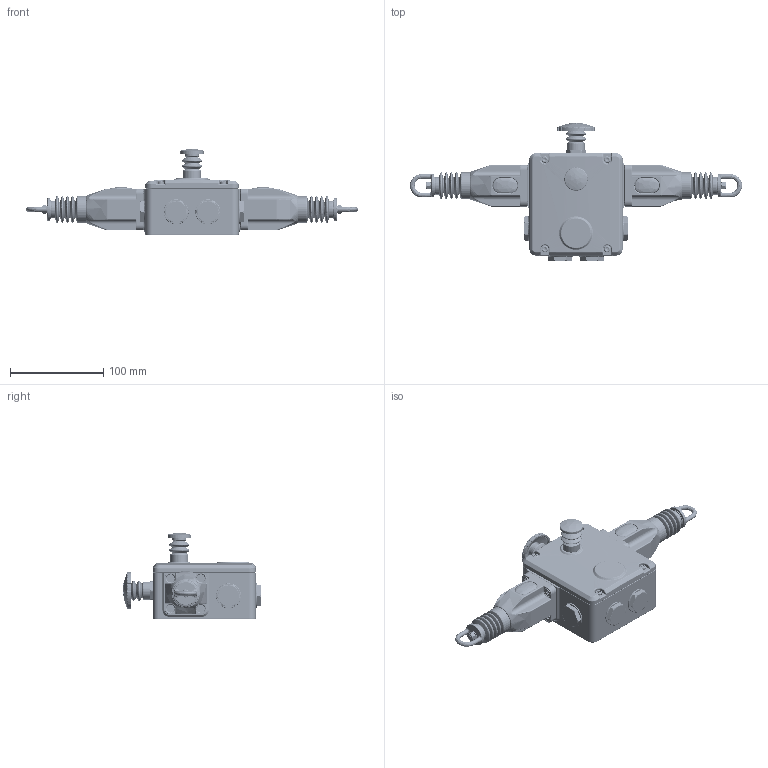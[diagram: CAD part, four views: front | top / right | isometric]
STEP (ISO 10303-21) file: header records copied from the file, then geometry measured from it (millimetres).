
FILE_DESCRIPTION (( 'STEP AP214' ), '1' );
FILE_NAME ('GLHD-141040.STEP', '2021-06-11T12:16:48', ( '' ), ( '' ), 'SwSTEP 2.0', 'SolidWorks 2021', '' );
FILE_SCHEMA (( 'AUTOMOTIVE_DESIGN' ));
Length unit declared in the file: inch
Products named in the file (1): GLHD-141040
Bounding box: 356.2 x 148.51 x 92.5 mm (x, y, z)
Volume: 344767.8 mm3; surface area: 215242.8 mm2
Topology: 39 solids, 39 shells, 4817 faces, 11398 edges, 6726 vertices
Faces by surface type: cylinder 1659, bspline 1477, plane 1101, cone 388, torus 184, sphere 8
Full cylindrical faces by diameter (mm): 19.05 x2
Entity records: 187849 total; most frequent: CARTESIAN_POINT 84908, ORIENTED_EDGE 22586, DIRECTION 20221, EDGE_CURVE 11293, AXIS2_PLACEMENT_3D 8008, VERTEX_POINT 6724, EDGE_LOOP 5089, FACE_OUTER_BOUND 4819
